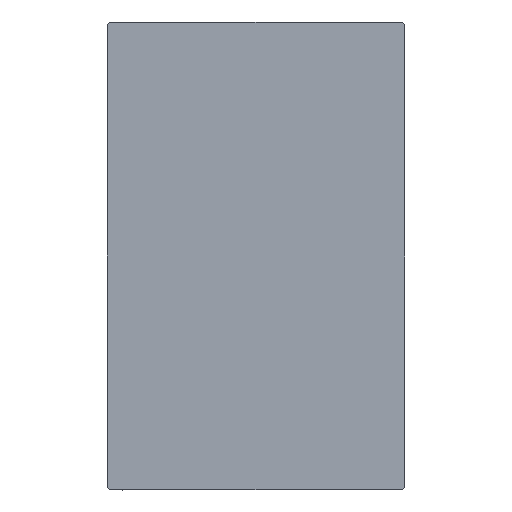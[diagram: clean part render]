
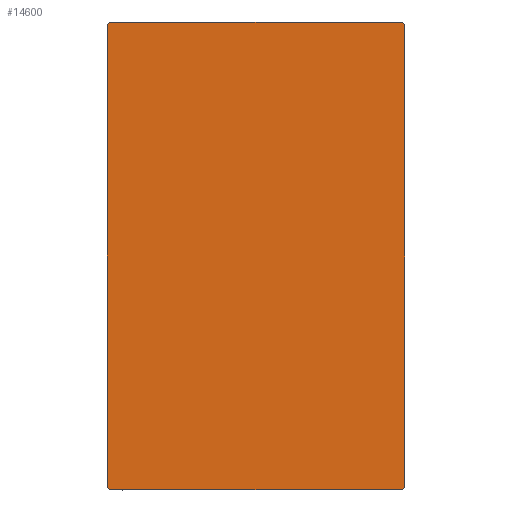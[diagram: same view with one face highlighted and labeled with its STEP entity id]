
A CAD part, left-side view. The second image highlights one B-rep face of the part: STEP entity #14600.
In plain terms, the highlighted face is planar.
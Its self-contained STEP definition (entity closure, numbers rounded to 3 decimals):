
#95 = CARTESIAN_POINT ( 'NONE',  ( 56., 17.5, -27.2 ) ) ;
#458 = FACE_OUTER_BOUND ( 'NONE', #22328, .T. ) ;
#640 = EDGE_CURVE ( 'NONE', #28306, #15268, #19950, .T. ) ;
#1480 = VECTOR ( 'NONE', #27977, 1000. ) ;
#2145 = VERTEX_POINT ( 'NONE', #25877 ) ;
#2781 = ORIENTED_EDGE ( 'NONE', *, *, #40966, .T. ) ;
#3342 = EDGE_CURVE ( 'NONE', #15268, #2145, #21557, .T. ) ;
#4592 = LINE ( 'NONE', #31412, #20212 ) ;
#6305 = LINE ( 'NONE', #12753, #24073 ) ;
#8694 = ORIENTED_EDGE ( 'NONE', *, *, #37943, .T. ) ;
#9541 = VERTEX_POINT ( 'NONE', #16222 ) ;
#10287 = AXIS2_PLACEMENT_3D ( 'NONE', #23011, #29019, #26004 ) ;
#11200 = VERTEX_POINT ( 'NONE', #26243 ) ;
#11720 = VECTOR ( 'NONE', #36473, 1000. ) ;
#12006 = CARTESIAN_POINT ( 'NONE',  ( 56., 17.2, 27.5 ) ) ;
#12037 = ORIENTED_EDGE ( 'NONE', *, *, #3342, .T. ) ;
#12753 = CARTESIAN_POINT ( 'NONE',  ( 56., -22.35, -22.35 ) ) ;
#12854 = CARTESIAN_POINT ( 'NONE',  ( 56., 17.2, -27.5 ) ) ;
#12923 = PLANE ( 'NONE',  #10287 ) ;
#13107 = DIRECTION ( 'NONE',  ( 0., -0.707, -0.707 ) ) ;
#13742 = LINE ( 'NONE', #13958, #17544 ) ;
#13958 = CARTESIAN_POINT ( 'NONE',  ( 56., -22.35, 22.35 ) ) ;
#14019 = CARTESIAN_POINT ( 'NONE',  ( 56., 17.5, 27.5 ) ) ;
#14600 = ADVANCED_FACE ( 'NONE', ( #458 ), #12923, .T. ) ;
#14624 = EDGE_CURVE ( 'NONE', #9541, #32514, #33090, .T. ) ;
#14902 = CARTESIAN_POINT ( 'NONE',  ( 56., 17.5, -27.5 ) ) ;
#15268 = VERTEX_POINT ( 'NONE', #95 ) ;
#15759 = VECTOR ( 'NONE', #39525, 1000. ) ;
#16222 = CARTESIAN_POINT ( 'NONE',  ( 56., -17.5, 27.2 ) ) ;
#17544 = VECTOR ( 'NONE', #13107, 1000. ) ;
#18330 = ORIENTED_EDGE ( 'NONE', *, *, #22484, .T. ) ;
#19530 = ORIENTED_EDGE ( 'NONE', *, *, #14624, .T. ) ;
#19950 = LINE ( 'NONE', #42263, #11720 ) ;
#20212 = VECTOR ( 'NONE', #20921, 1000. ) ;
#20921 = DIRECTION ( 'NONE',  ( 0., -0.707, 0.707 ) ) ;
#21557 = LINE ( 'NONE', #14902, #1480 ) ;
#22181 = VERTEX_POINT ( 'NONE', #12006 ) ;
#22328 = EDGE_LOOP ( 'NONE', ( #42463, #34163, #12037, #8694, #2781, #26368, #19530, #18330 ) ) ;
#22484 = EDGE_CURVE ( 'NONE', #32514, #11200, #6305, .T. ) ;
#23011 = CARTESIAN_POINT ( 'NONE',  ( 56., 0., 0. ) ) ;
#23110 = VECTOR ( 'NONE', #37202, 1000. ) ;
#24073 = VECTOR ( 'NONE', #35297, 1000. ) ;
#25877 = CARTESIAN_POINT ( 'NONE',  ( 56., 17.5, 27.2 ) ) ;
#25898 = DIRECTION ( 'NONE',  ( 0., 1., 0. ) ) ;
#26004 = DIRECTION ( 'NONE',  ( 0., 0., -1. ) ) ;
#26243 = CARTESIAN_POINT ( 'NONE',  ( 56., -17.2, -27.5 ) ) ;
#26368 = ORIENTED_EDGE ( 'NONE', *, *, #40426, .T. ) ;
#27977 = DIRECTION ( 'NONE',  ( 0., 0., 1. ) ) ;
#28306 = VERTEX_POINT ( 'NONE', #12854 ) ;
#29019 = DIRECTION ( 'NONE',  ( 1., 0., 0. ) ) ;
#29118 = LINE ( 'NONE', #39417, #35959 ) ;
#30437 = VERTEX_POINT ( 'NONE', #37555 ) ;
#31412 = CARTESIAN_POINT ( 'NONE',  ( 56., 22.35, 22.35 ) ) ;
#32514 = VERTEX_POINT ( 'NONE', #35925 ) ;
#33090 = LINE ( 'NONE', #42103, #15759 ) ;
#33335 = LINE ( 'NONE', #14019, #23110 ) ;
#33460 = EDGE_CURVE ( 'NONE', #11200, #28306, #29118, .T. ) ;
#34163 = ORIENTED_EDGE ( 'NONE', *, *, #640, .T. ) ;
#35297 = DIRECTION ( 'NONE',  ( 0., 0.707, -0.707 ) ) ;
#35925 = CARTESIAN_POINT ( 'NONE',  ( 56., -17.5, -27.2 ) ) ;
#35959 = VECTOR ( 'NONE', #25898, 1000. ) ;
#36473 = DIRECTION ( 'NONE',  ( 0., 0.707, 0.707 ) ) ;
#37202 = DIRECTION ( 'NONE',  ( 0., -1., 0. ) ) ;
#37555 = CARTESIAN_POINT ( 'NONE',  ( 56., -17.2, 27.5 ) ) ;
#37943 = EDGE_CURVE ( 'NONE', #2145, #22181, #4592, .T. ) ;
#39417 = CARTESIAN_POINT ( 'NONE',  ( 56., -17.5, -27.5 ) ) ;
#39525 = DIRECTION ( 'NONE',  ( 0., 0., -1. ) ) ;
#40426 = EDGE_CURVE ( 'NONE', #30437, #9541, #13742, .T. ) ;
#40966 = EDGE_CURVE ( 'NONE', #22181, #30437, #33335, .T. ) ;
#42103 = CARTESIAN_POINT ( 'NONE',  ( 56., -17.5, 27.5 ) ) ;
#42263 = CARTESIAN_POINT ( 'NONE',  ( 56., 22.35, -22.35 ) ) ;
#42463 = ORIENTED_EDGE ( 'NONE', *, *, #33460, .T. ) ;
